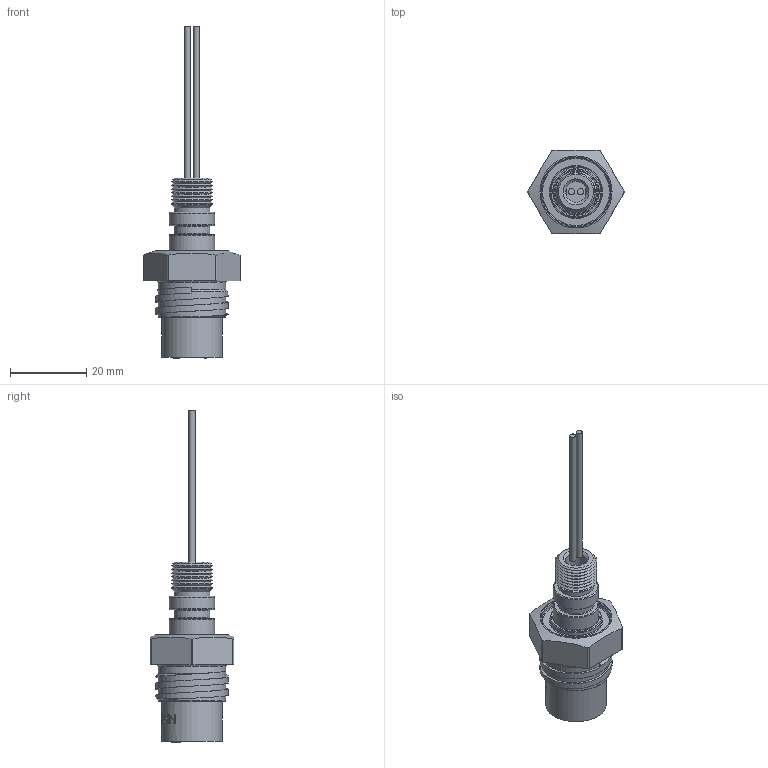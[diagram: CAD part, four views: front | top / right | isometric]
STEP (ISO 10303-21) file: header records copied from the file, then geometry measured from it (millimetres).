
FILE_DESCRIPTION(/* description */ (''),/* implementation_level */ '2;1');
FILE_NAME(/* name */ 'MCBH2F-G2 w 2 o-ring 22mm Hex.stp',/* time_stamp */ '2015-01-05T13:17:58+01:00',/* author */ ('sh'),/* organization */ (''),/* preprocessor_version */ 'ST-DEVELOPER v15.2',/* originating_system */ 'Autodesk Inventor 2014',/* authorisation */ '');
FILE_SCHEMA (('AUTOMOTIVE_DESIGN { 1 0 10303 214 3 1 1 }'));
Length unit declared in the file: inch
Products named in the file (1): MCBH2F-G2 w 2 o-ring 22mm Hex
Bounding box: 25.24 x 22 x 87.07 mm (x, y, z)
Volume: 7233.6 mm3; surface area: 6723.1 mm2
Topology: 8 solids, 8 shells, 327 faces, 829 edges, 546 vertices
Faces by surface type: plane 117, bspline 64, cylinder 61, torus 45, cone 40
Full cylindrical faces by diameter (mm): 1.372 x2, 1.448 x2, 1.575 x2, 1.981 x1, 2.052 x2, 2.057 x6, 2.723 x2, 2.743 x2, 2.812 x2, 3.175 x8, 3.2 x2, 5.537 x1, 7.264 x1, 9.322 x1, 9.398 x1, 11.918 x2, 13.5 x1, 15.875 x1, 15.9 x1, 17.704 x1, 17.97 x1
Entity records: 15837 total; most frequent: CARTESIAN_POINT 8930, ORIENTED_EDGE 1352, DIRECTION 1275, EDGE_CURVE 676, AXIS2_PLACEMENT_3D 515, VERTEX_POINT 505, EDGE_LOOP 475, FACE_OUTER_BOUND 326
